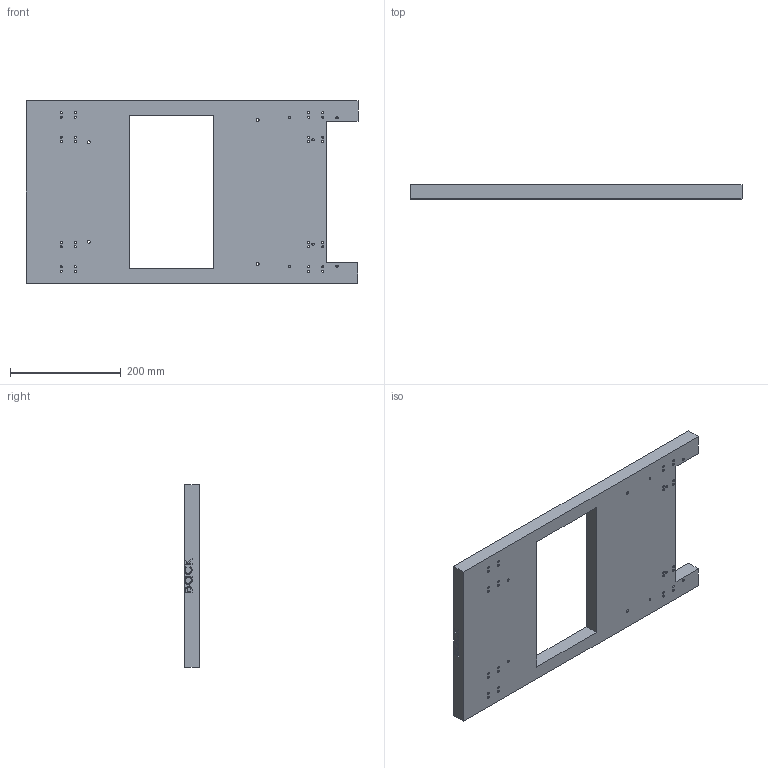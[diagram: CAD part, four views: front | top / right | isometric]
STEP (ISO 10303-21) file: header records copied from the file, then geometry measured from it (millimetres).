
FILE_DESCRIPTION (( 'STEP AP214' ), '1' );
FILE_NAME ('1-Frame-1 inch Thick.STEP', '2021-11-30T20:19:14', ( '' ), ( '' ), 'SwSTEP 2.0', 'SolidWorks 2021', '' );
FILE_SCHEMA (( 'AUTOMOTIVE_DESIGN' ));
Length unit declared in the file: inch
Products named in the file (1): 1-Frame-1 inch Thick
Bounding box: 600.08 x 25.4 x 330.2 mm (x, y, z)
Volume: 3571807.2 mm3; surface area: 367179.1 mm2
Topology: 1 solids, 1 shells, 156 faces, 444 edges, 296 vertices
Faces by surface type: cylinder 84, plane 49, bspline 23
Entity records: 7399 total; most frequent: CARTESIAN_POINT 2176, ORIENTED_EDGE 888, DIRECTION 834, EDGE_CURVE 444, AXIS2_PLACEMENT_3D 302, VERTEX_POINT 296, EDGE_LOOP 240, VECTOR 230
